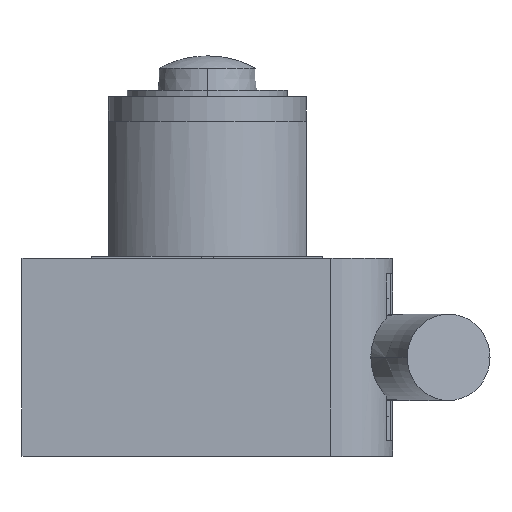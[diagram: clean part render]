
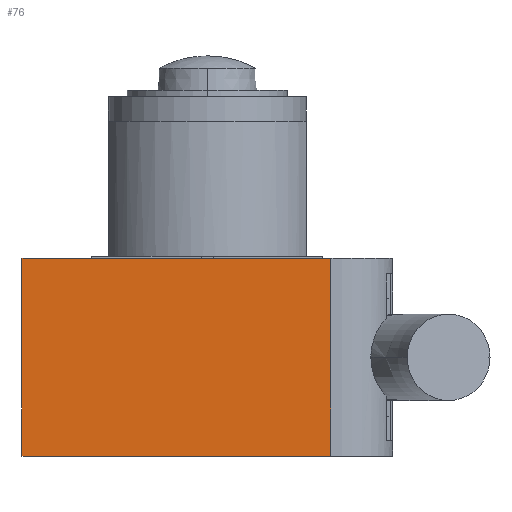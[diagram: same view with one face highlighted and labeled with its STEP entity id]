
A CAD part, front view. The second image highlights one B-rep face of the part: STEP entity #76.
In plain terms, the highlighted planar face has unit normal (0, -1, 0).
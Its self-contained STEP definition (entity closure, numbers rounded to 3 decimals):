
#76=ADVANCED_FACE('',(#233),#234,.T.);
#233=FACE_OUTER_BOUND('',#529,.T.);
#234=PLANE('',#530);
#529=EDGE_LOOP('',(#948,#949,#950,#951));
#530=AXIS2_PLACEMENT_3D('',#952,#953,#954);
#948=ORIENTED_EDGE('',*,*,#1984,.T.);
#949=ORIENTED_EDGE('',*,*,#1985,.F.);
#950=ORIENTED_EDGE('',*,*,#1917,.F.);
#951=ORIENTED_EDGE('',*,*,#1950,.F.);
#952=CARTESIAN_POINT('',(10.0,-50.,0.0));
#953=DIRECTION('',(0.0,-1.0,0.0));
#954=DIRECTION('',(0.0,0.0,-1.0));
#1917=EDGE_CURVE('',#2278,#2280,#2281,.T.);
#1950=EDGE_CURVE('',#2335,#2278,#2337,.T.);
#1984=EDGE_CURVE('',#2335,#2400,#2402,.T.);
#1985=EDGE_CURVE('',#2280,#2400,#2403,.T.);
#2278=VERTEX_POINT('',#2931);
#2280=VERTEX_POINT('',#2933);
#2281=LINE('',#2934,#2935);
#2335=VERTEX_POINT('',#3018);
#2337=LINE('',#3021,#3022);
#2400=VERTEX_POINT('',#3141);
#2402=LINE('',#3144,#3145);
#2403=LINE('',#3146,#3147);
#2931=CARTESIAN_POINT('',(10.0,-50.,16.0));
#2933=CARTESIAN_POINT('',(10.0,-50.,0.0));
#2934=CARTESIAN_POINT('',(10.0,-50.,16.0));
#2935=VECTOR('',#4023,16.0);
#3018=CARTESIAN_POINT('',(-15.0,-50.,16.0));
#3021=CARTESIAN_POINT('',(-15.0,-50.,16.0));
#3022=VECTOR('',#4060,25.0);
#3141=CARTESIAN_POINT('',(-15.0,-50.,0.0));
#3144=CARTESIAN_POINT('',(-15.0,-50.,16.0));
#3145=VECTOR('',#4116,16.0);
#3146=CARTESIAN_POINT('',(10.0,-50.,0.0));
#3147=VECTOR('',#4117,25.0);
#4023=DIRECTION('',(0.,0.0,-1.0));
#4060=DIRECTION('',(1.0,0.0,0.0));
#4116=DIRECTION('',(0.0,0.0,-1.0));
#4117=DIRECTION('',(-1.0,0.0,0.0));
